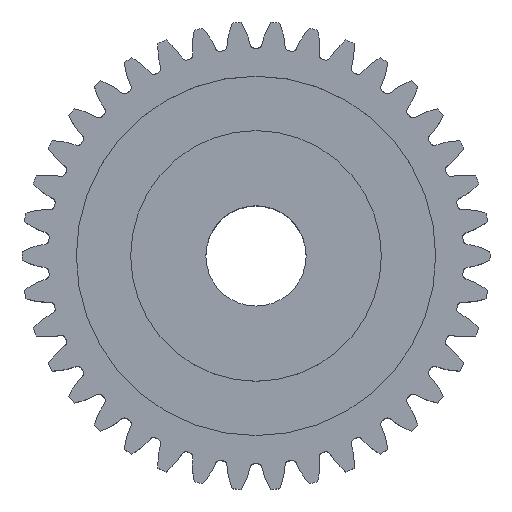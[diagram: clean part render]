
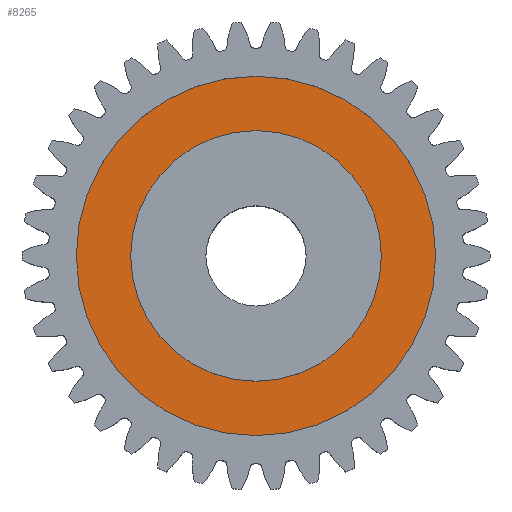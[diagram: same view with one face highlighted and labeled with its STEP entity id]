
A CAD part, top view. The second image highlights one B-rep face of the part: STEP entity #8265.
In plain terms, the highlighted planar face has unit normal (0, 0, 1).
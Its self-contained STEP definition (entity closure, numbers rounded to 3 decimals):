
#2023 = DIRECTION ( 'NONE',  ( -1., 0., 0. ) ) ;
#2024 = DIRECTION ( 'NONE',  ( 0., 0., -1. ) ) ;
#2025 = CARTESIAN_POINT ( 'NONE',  ( 0., 0., 4.5 ) ) ;
#2026 = AXIS2_PLACEMENT_3D ( 'NONE', #2025, #2024, #2023 ) ;
#2035 = CARTESIAN_POINT ( 'NONE',  ( 10.75, 0., 4.5 ) ) ;
#2036 = CARTESIAN_POINT ( 'NONE',  ( -10.75, 0., 4.5 ) ) ;
#2042 = CIRCLE ( 'NONE', #2026, 10.75 ) ;
#2393 = CARTESIAN_POINT ( 'NONE',  ( -7.5, 0., 4.5 ) ) ;
#2514 = CARTESIAN_POINT ( 'NONE',  ( 7.5, 0., 4.5 ) ) ;
#2522 = DIRECTION ( 'NONE',  ( -1., 0., 0. ) ) ;
#2523 = DIRECTION ( 'NONE',  ( 0., 0., -1. ) ) ;
#2524 = CARTESIAN_POINT ( 'NONE',  ( 0., 0., 4.5 ) ) ;
#2570 = AXIS2_PLACEMENT_3D ( 'NONE', #2524, #2523, #2522 ) ;
#2579 = CIRCLE ( 'NONE', #2570, 7.5 ) ;
#4382 = DIRECTION ( 'NONE',  ( -1., 0., 0. ) ) ;
#4388 = DIRECTION ( 'NONE',  ( -1., 0., 0. ) ) ;
#4389 = FACE_BOUND ( 'NONE', #8260, .T. ) ;
#4390 = AXIS2_PLACEMENT_3D ( 'NONE', #4464, #4463, #4382 ) ;
#4391 = DIRECTION ( 'NONE',  ( 0., 0., -1. ) ) ;
#4394 = PLANE ( 'NONE',  #4390 ) ;
#4396 = DIRECTION ( 'NONE',  ( -1., 0., 0. ) ) ;
#4397 = DIRECTION ( 'NONE',  ( 0., 0., -1. ) ) ;
#4398 = AXIS2_PLACEMENT_3D ( 'NONE', #4440, #4397, #4396 ) ;
#4440 = CARTESIAN_POINT ( 'NONE',  ( 0., 0., 4.5 ) ) ;
#4462 = CIRCLE ( 'NONE', #4476, 10.75 ) ;
#4463 = DIRECTION ( 'NONE',  ( 0., 0., -1. ) ) ;
#4464 = CARTESIAN_POINT ( 'NONE',  ( 0., 0., 4.5 ) ) ;
#4466 = CARTESIAN_POINT ( 'NONE',  ( 0., 0., 4.5 ) ) ;
#4468 = FACE_OUTER_BOUND ( 'NONE', #8256, .T. ) ;
#4476 = AXIS2_PLACEMENT_3D ( 'NONE', #4466, #4391, #4388 ) ;
#4495 = CIRCLE ( 'NONE', #4398, 7.5 ) ;
#6800 = VERTEX_POINT ( 'NONE', #2036 ) ;
#6802 = VERTEX_POINT ( 'NONE', #2035 ) ;
#6807 = EDGE_CURVE ( 'NONE', #6802, #6800, #2042, .T. ) ;
#7069 = EDGE_CURVE ( 'NONE', #7085, #7076, #2579, .T. ) ;
#7076 = VERTEX_POINT ( 'NONE', #2514 ) ;
#7085 = VERTEX_POINT ( 'NONE', #2393 ) ;
#8256 = EDGE_LOOP ( 'NONE', ( #8398, #8402 ) ) ;
#8257 = EDGE_CURVE ( 'NONE', #7076, #7085, #4495, .T. ) ;
#8260 = EDGE_LOOP ( 'NONE', ( #8383, #8396 ) ) ;
#8261 = EDGE_CURVE ( 'NONE', #6800, #6802, #4462, .T. ) ;
#8265 = ADVANCED_FACE ( 'NONE', ( #4389, #4468 ), #4394, .F. ) ;
#8383 = ORIENTED_EDGE ( 'NONE', *, *, #7069, .T. ) ;
#8396 = ORIENTED_EDGE ( 'NONE', *, *, #8257, .T. ) ;
#8398 = ORIENTED_EDGE ( 'NONE', *, *, #8261, .F. ) ;
#8402 = ORIENTED_EDGE ( 'NONE', *, *, #6807, .F. ) ;
